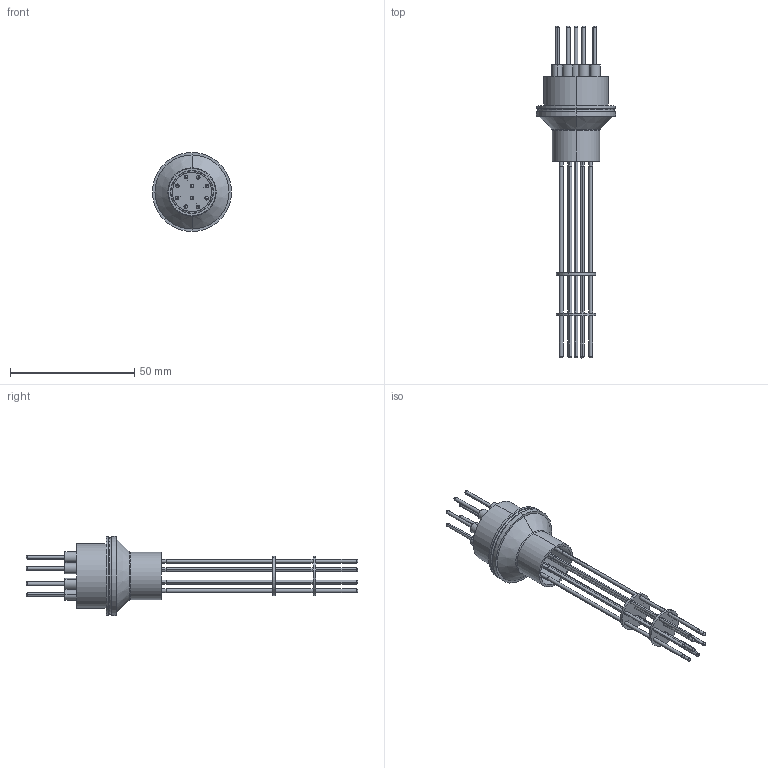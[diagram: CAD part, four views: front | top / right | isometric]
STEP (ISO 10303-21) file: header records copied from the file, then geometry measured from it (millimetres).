
FILE_DESCRIPTION (( 'STEP AP203' ), '1' );
FILE_NAME ('A0184-1-W.STEP', '2013-04-08T20:12:51', ( '' ), ( '' ), 'SwSTEP 2.0', 'SolidWorks 2012', '' );
FILE_SCHEMA (( 'CONFIG_CONTROL_DESIGN' ));
Length unit declared in the file: inch
Products named in the file (1): A0184-1-W
Bounding box: 31.75 x 133.35 x 31.75 mm (x, y, z)
Volume: 8094.3 mm3; surface area: 15061.4 mm2
Topology: 1 solids, 11 shells, 449 faces, 952 edges, 578 vertices
Faces by surface type: cylinder 222, torus 108, plane 75, cone 44
Entity records: 12575 total; most frequent: DIRECTION 2506, CARTESIAN_POINT 2148, ORIENTED_EDGE 1904, AXIS2_PLACEMENT_3D 1120, EDGE_CURVE 952, CIRCLE 670, VERTEX_POINT 578, EDGE_LOOP 574
